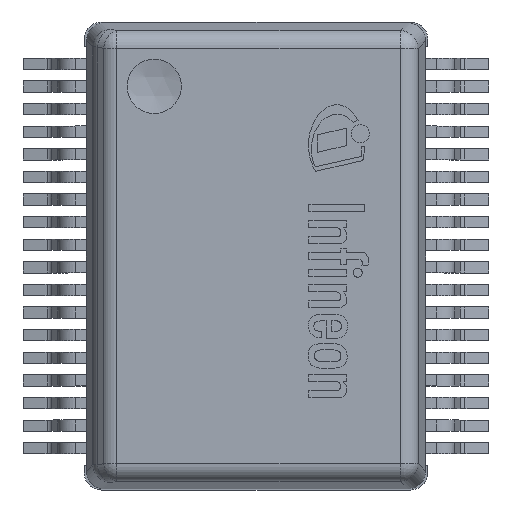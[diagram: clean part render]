
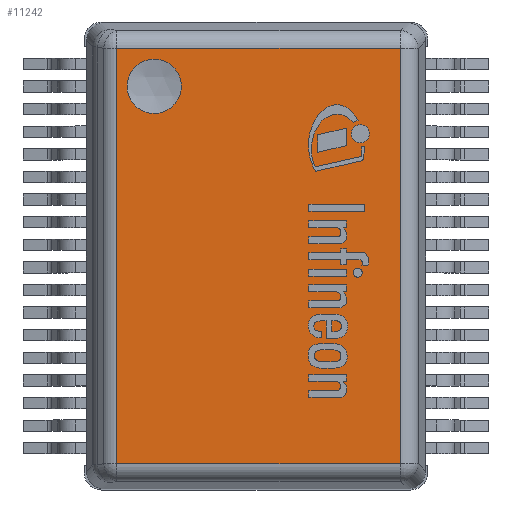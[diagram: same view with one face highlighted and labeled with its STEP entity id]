
A CAD part, top view. The second image highlights one B-rep face of the part: STEP entity #11242.
In plain terms, the highlighted planar face has unit normal (0, 0, 1).
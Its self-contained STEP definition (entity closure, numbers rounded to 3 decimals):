
#62=CIRCLE('',#11828,0.6);
#111=FACE_BOUND('',#1673,.T.);
#992=FACE_OUTER_BOUND('',#1672,.T.);
#1672=EDGE_LOOP('',(#9848,#9849,#9850,#9851));
#1673=EDGE_LOOP('',(#9852));
#2289=LINE('',#19679,#2917);
#2293=LINE('',#19688,#2921);
#2294=LINE('',#19690,#2922);
#2300=LINE('',#19702,#2928);
#2917=VECTOR('',#13474,1.);
#2921=VECTOR('',#13484,1.);
#2922=VECTOR('',#13487,1.);
#2928=VECTOR('',#13501,1.);
#4982=VERTEX_POINT('',#19630);
#4992=VERTEX_POINT('',#19653);
#4993=VERTEX_POINT('',#19657);
#4998=VERTEX_POINT('',#19667);
#4999=VERTEX_POINT('',#19671);
#6594=EDGE_CURVE('',#4982,#4982,#62,.T.);
#6616=EDGE_CURVE('',#4999,#4998,#2289,.T.);
#6621=EDGE_CURVE('',#4993,#4999,#2293,.T.);
#6622=EDGE_CURVE('',#4998,#4992,#2294,.T.);
#6629=EDGE_CURVE('',#4992,#4993,#2300,.T.);
#9848=ORIENTED_EDGE('',*,*,#6616,.F.);
#9849=ORIENTED_EDGE('',*,*,#6621,.F.);
#9850=ORIENTED_EDGE('',*,*,#6629,.F.);
#9851=ORIENTED_EDGE('',*,*,#6622,.F.);
#9852=ORIENTED_EDGE('',*,*,#6594,.T.);
#10584=PLANE('',#11872);
#11242=ADVANCED_FACE('',(#992,#111),#10584,.T.);
#11828=AXIS2_PLACEMENT_3D('',#19631,#13418,#13419);
#11872=AXIS2_PLACEMENT_3D('',#19729,#13533,#13534);
#13418=DIRECTION('center_axis',(0.,0.,-1.));
#13419=DIRECTION('ref_axis',(0.,1.,0.));
#13474=DIRECTION('',(-1.,0.,0.));
#13484=DIRECTION('',(0.,-1.,0.));
#13487=DIRECTION('',(0.,1.,0.));
#13501=DIRECTION('',(1.,0.,0.));
#13533=DIRECTION('center_axis',(0.,0.,1.));
#13534=DIRECTION('ref_axis',(0.,-1.,0.));
#19630=CARTESIAN_POINT('',(-2.25,3.15,2.65));
#19631=CARTESIAN_POINT('Origin',(-2.25,3.75,2.65));
#19653=CARTESIAN_POINT('',(-3.084,4.592,2.65));
#19657=CARTESIAN_POINT('',(3.192,4.592,2.65));
#19667=CARTESIAN_POINT('',(-3.084,-4.592,2.65));
#19671=CARTESIAN_POINT('',(3.192,-4.592,2.65));
#19679=CARTESIAN_POINT('',(1.875,-4.592,2.65));
#19688=CARTESIAN_POINT('',(3.192,2.575,2.65));
#19690=CARTESIAN_POINT('',(-3.084,2.958,2.65));
#19702=CARTESIAN_POINT('',(-1.875,4.592,2.65));
#19729=CARTESIAN_POINT('Origin',(0.,0.,
2.65));
